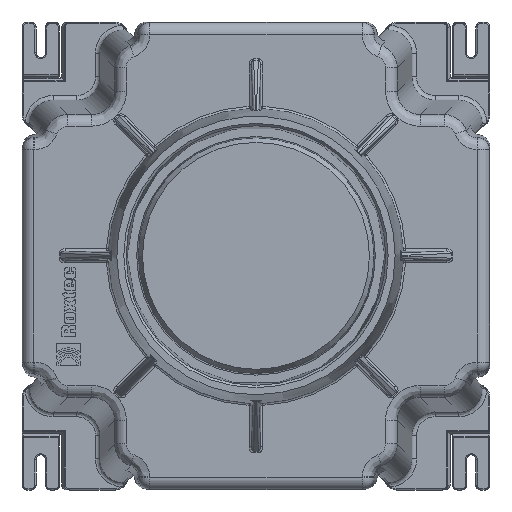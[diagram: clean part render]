
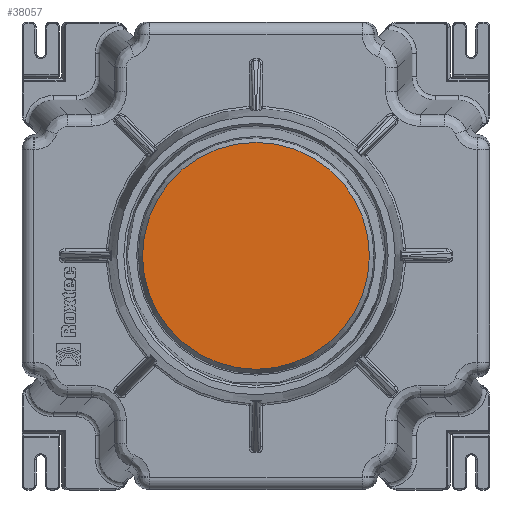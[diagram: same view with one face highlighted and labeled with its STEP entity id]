
A CAD part, top view. The second image highlights one B-rep face of the part: STEP entity #38057.
In plain terms, the highlighted planar face has unit normal (0, 0, 1).
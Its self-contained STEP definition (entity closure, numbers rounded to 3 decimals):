
#38041=CARTESIAN_POINT('',(0.0,-24.25,-2.));
#38042=DIRECTION('',(0.0,0.0,1.0));
#38043=DIRECTION('',(1.0,0.0,0.0));
#38044=AXIS2_PLACEMENT_3D('',#38041,#38042,#38043);
#38045=PLANE('',#38044);
#38046=CARTESIAN_POINT('',(0.0,-48.5,-2.));
#38047=VERTEX_POINT('',#38046);
#38048=CARTESIAN_POINT('',(0.0,0.0,-2.));
#38049=DIRECTION('',(0.0,0.0,1.0));
#38050=DIRECTION('',(0.0,-1.0,0.0));
#38051=AXIS2_PLACEMENT_3D('',#38048,#38049,#38050);
#38052=CIRCLE('',#38051,48.5);
#38053=EDGE_CURVE('',#38047,#38047,#38052,.T.);
#38054=ORIENTED_EDGE('',*,*,#38053,.T.);
#38055=EDGE_LOOP('',(#38054));
#38056=FACE_OUTER_BOUND('',#38055,.T.);
#38057=ADVANCED_FACE('',(#38056),#38045,.T.);
